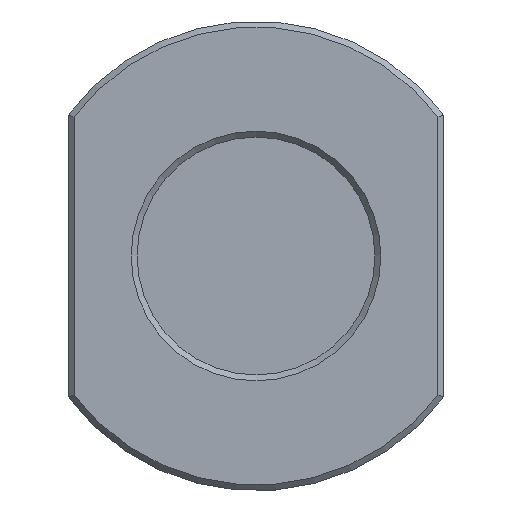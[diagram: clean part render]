
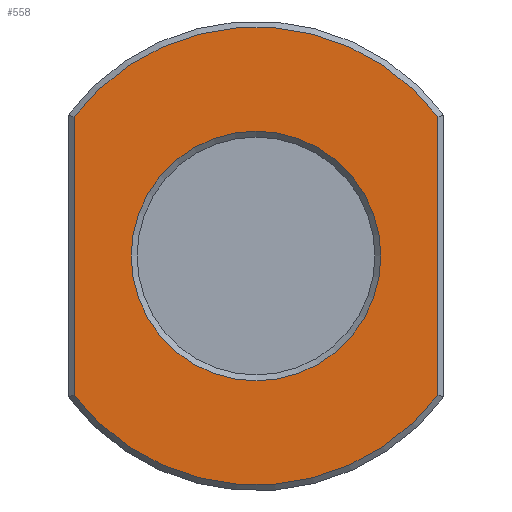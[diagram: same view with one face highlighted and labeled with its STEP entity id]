
A CAD part, left-side view. The second image highlights one B-rep face of the part: STEP entity #558.
In plain terms, the highlighted planar face has unit normal (-1, 0, 0).
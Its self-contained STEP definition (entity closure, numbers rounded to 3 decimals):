
#36=LINE('',#768,#48);
#37=LINE('',#773,#49);
#48=VECTOR('',#653,1000.);
#49=VECTOR('',#656,1000.);
#60=PLANE('',#594);
#75=ORIENTED_EDGE('',*,*,#161,.T.);
#76=ORIENTED_EDGE('',*,*,#162,.T.);
#77=ORIENTED_EDGE('',*,*,#163,.T.);
#78=ORIENTED_EDGE('',*,*,#164,.T.);
#79=ORIENTED_EDGE('',*,*,#165,.T.);
#161=EDGE_CURVE('',#204,#205,#36,.T.);
#162=EDGE_CURVE('',#205,#206,#235,.T.);
#163=EDGE_CURVE('',#206,#207,#37,.T.);
#164=EDGE_CURVE('',#207,#204,#236,.T.);
#165=EDGE_CURVE('',#208,#208,#237,.F.);
#204=VERTEX_POINT('',#769);
#205=VERTEX_POINT('',#770);
#206=VERTEX_POINT('',#772);
#207=VERTEX_POINT('',#774);
#208=VERTEX_POINT('',#777);
#235=CIRCLE('',#595,19.5);
#236=CIRCLE('',#596,19.5);
#237=CIRCLE('',#597,10.631);
#258=EDGE_LOOP('',(#75,#76,#77,#78));
#259=EDGE_LOOP('',(#79));
#302=FACE_BOUND('',#258,.T.);
#303=FACE_BOUND('',#259,.T.);
#558=ADVANCED_FACE('',(#302,#303),#60,.T.);
#594=AXIS2_PLACEMENT_3D('',#767,#651,#652);
#595=AXIS2_PLACEMENT_3D('',#771,#654,#655);
#596=AXIS2_PLACEMENT_3D('',#775,#657,#658);
#597=AXIS2_PLACEMENT_3D('',#776,#659,#660);
#651=DIRECTION('',(-1.,0.,0.));
#652=DIRECTION('',(0.,0.,1.));
#653=DIRECTION('',(0.,0.,-1.));
#654=DIRECTION('',(-1.,0.,0.));
#655=DIRECTION('',(0.,0.,1.));
#656=DIRECTION('',(0.,0.,1.));
#657=DIRECTION('',(-1.,0.,0.));
#658=DIRECTION('',(0.,0.,1.));
#659=DIRECTION('',(-1.,0.,0.));
#660=DIRECTION('',(0.,0.,1.));
#767=CARTESIAN_POINT('',(0.,0.,0.));
#768=CARTESIAN_POINT('',(0.,15.5,0.));
#769=CARTESIAN_POINT('',(0.,15.5,11.832));
#770=CARTESIAN_POINT('',(0.,15.5,-11.832));
#771=CARTESIAN_POINT('',(0.,0.,0.));
#772=CARTESIAN_POINT('',(0.,-15.5,-11.832));
#773=CARTESIAN_POINT('',(0.,-15.5,0.));
#774=CARTESIAN_POINT('',(0.,-15.5,11.832));
#775=CARTESIAN_POINT('',(0.,0.,0.));
#776=CARTESIAN_POINT('',(0.,0.,0.));
#777=CARTESIAN_POINT('',(0.,0.,10.631));
